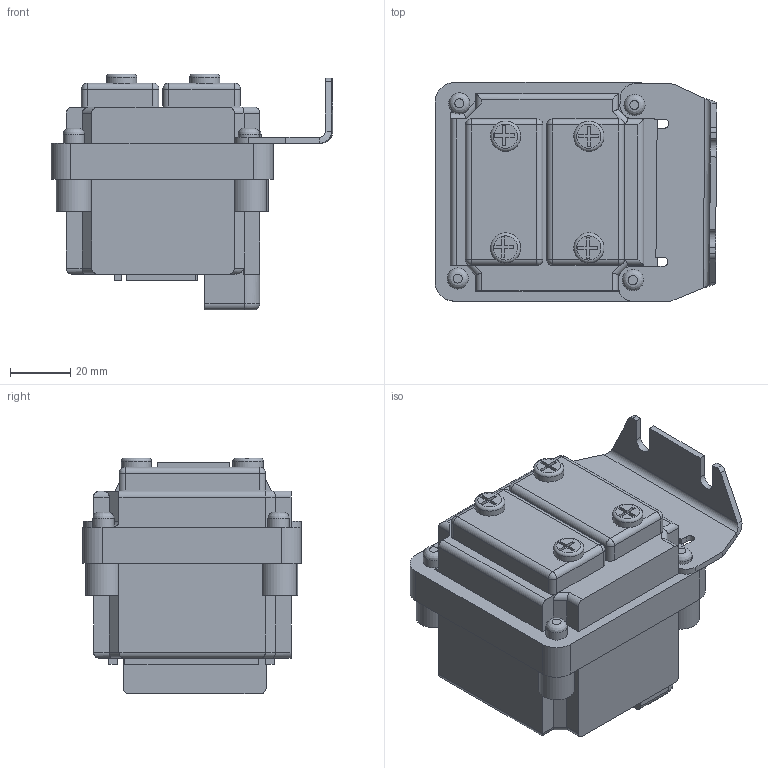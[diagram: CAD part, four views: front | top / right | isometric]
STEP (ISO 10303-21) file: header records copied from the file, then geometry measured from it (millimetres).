
FILE_DESCRIPTION(/* description */ (''),/* implementation_level */ '2;1');
FILE_NAME(/* name */ 'Box_Power_12V.stp',/* time_stamp */ '2017-08-07T09:55:01+02:00',/* author */ ('guzb562'),/* organization */ (''),/* preprocessor_version */ 'ST-DEVELOPER v16.1',/* originating_system */ 'Autodesk Inventor 2016',/* authorisation */ '');
FILE_SCHEMA (('AUTOMOTIVE_DESIGN { 1 0 10303 214 3 1 1 }'));
Length unit declared in the file: millimetre
Products named in the file (1): Box_Power_12V
Bounding box: 93.36 x 72.58 x 78.1 mm (x, y, z)
Volume: 257536.4 mm3; surface area: 41868.9 mm2
Topology: 1 solids, 3 shells, 413 faces, 1093 edges, 705 vertices
Faces by surface type: plane 309, cylinder 84, sphere 8, torus 6, bspline 6
Full cylindrical faces by diameter (mm): 5.8 x2, 7 x4, 10 x4
Entity records: 12794 total; most frequent: CARTESIAN_POINT 2387, ORIENTED_EDGE 2146, DIRECTION 2049, EDGE_CURVE 1073, LINE 887, VECTOR 887, VERTEX_POINT 699, AXIS2_PLACEMENT_3D 581
